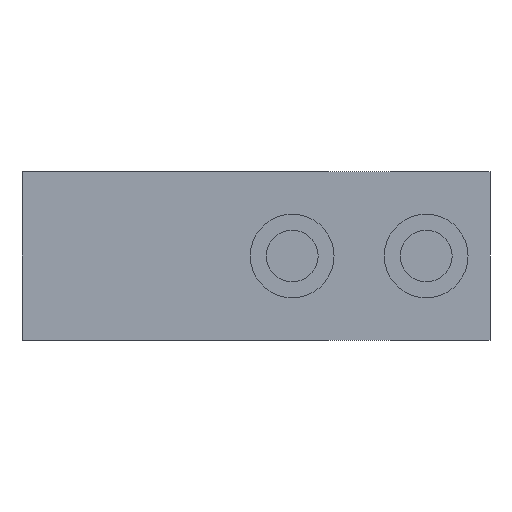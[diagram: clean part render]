
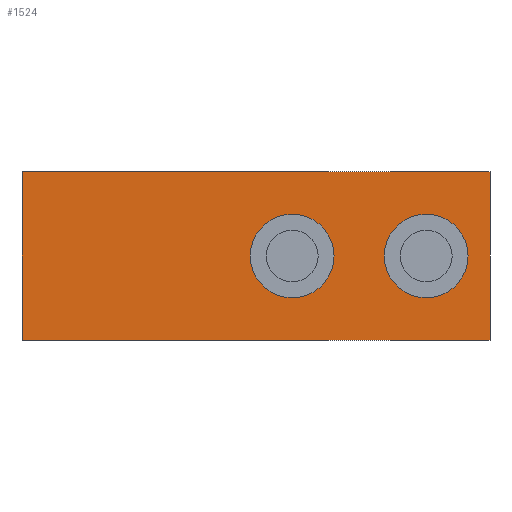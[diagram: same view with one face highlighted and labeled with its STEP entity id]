
A CAD part, left-side view. The second image highlights one B-rep face of the part: STEP entity #1524.
In plain terms, the highlighted planar face has unit normal (-1, 0, 0).
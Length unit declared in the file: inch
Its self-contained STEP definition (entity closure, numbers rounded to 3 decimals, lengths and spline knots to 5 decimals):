
#107 = ORIENTED_EDGE ( 'NONE', *, *, #2257, .T. ) ;
#113 = EDGE_LOOP ( 'NONE', ( #660, #3147 ) ) ;
#160 = VECTOR ( 'NONE', #599, 39.37008 ) ;
#169 = DIRECTION ( 'NONE',  ( 0., -1., 0. ) ) ;
#200 = CARTESIAN_POINT ( 'NONE',  ( 0., 0.3, 0. ) ) ;
#201 = DIRECTION ( 'NONE',  ( 0., 0., -1. ) ) ;
#418 = ORIENTED_EDGE ( 'NONE', *, *, #2511, .F. ) ;
#464 = AXIS2_PLACEMENT_3D ( 'NONE', #3814, #1443, #4216 ) ;
#599 = DIRECTION ( 'NONE',  ( 0., 0., -1. ) ) ;
#626 = DIRECTION ( 'NONE',  ( 0., 0., -1. ) ) ;
#660 = ORIENTED_EDGE ( 'NONE', *, *, #2034, .T. ) ;
#708 = LINE ( 'NONE', #1191, #3775 ) ;
#829 = DIRECTION ( 'NONE',  ( 0., 0., -1. ) ) ;
#839 = AXIS2_PLACEMENT_3D ( 'NONE', #3677, #1288, #4070 ) ;
#856 = VERTEX_POINT ( 'NONE', #4917 ) ;
#925 = DIRECTION ( 'NONE',  ( 0., -1., 0. ) ) ;
#958 = LINE ( 'NONE', #3340, #4034 ) ;
#1032 = VECTOR ( 'NONE', #2026, 39.37008 ) ;
#1159 = FACE_BOUND ( 'NONE', #113, .T. ) ;
#1191 = CARTESIAN_POINT ( 'NONE',  ( 0., 2.2, 0.395 ) ) ;
#1261 = CARTESIAN_POINT ( 'NONE',  ( 0., 0., -0.395 ) ) ;
#1272 = EDGE_LOOP ( 'NONE', ( #4344, #2124, #1589, #418 ) ) ;
#1274 = FACE_OUTER_BOUND ( 'NONE', #1272, .T. ) ;
#1288 = DIRECTION ( 'NONE',  ( 1., 0., 0. ) ) ;
#1414 = VERTEX_POINT ( 'NONE', #3124 ) ;
#1443 = DIRECTION ( 'NONE',  ( 1., 0., 0. ) ) ;
#1524 = ADVANCED_FACE ( 'PLANAR_3', ( #3290, #1159, #1274 ), #2070, .F. ) ;
#1589 = ORIENTED_EDGE ( 'NONE', *, *, #3474, .F. ) ;
#1626 = CARTESIAN_POINT ( 'NONE',  ( 0., 2.2, 0.395 ) ) ;
#1630 = VERTEX_POINT ( 'NONE', #5000 ) ;
#1925 = EDGE_LOOP ( 'NONE', ( #107, #2629 ) ) ;
#1975 = VERTEX_POINT ( 'NONE', #4157 ) ;
#2026 = DIRECTION ( 'NONE',  ( 0., 0., -1. ) ) ;
#2034 = EDGE_CURVE ( 'NONE', #2713, #1975, #2949, .T. ) ;
#2070 = PLANE ( 'NONE',  #2277 ) ;
#2124 = ORIENTED_EDGE ( 'NONE', *, *, #4557, .T. ) ;
#2136 = VERTEX_POINT ( 'NONE', #4669 ) ;
#2257 = EDGE_CURVE ( 'NONE', #1630, #2136, #2469, .T. ) ;
#2277 = AXIS2_PLACEMENT_3D ( 'NONE', #4353, #3262, #829 ) ;
#2351 = CARTESIAN_POINT ( 'NONE',  ( 0., 0.3, -0.19685 ) ) ;
#2469 = CIRCLE ( 'NONE', #464, 0.19685 ) ;
#2511 = EDGE_CURVE ( 'NONE', #4992, #856, #708, .T. ) ;
#2629 = ORIENTED_EDGE ( 'NONE', *, *, #3199, .T. ) ;
#2639 = CARTESIAN_POINT ( 'NONE',  ( 0., 0., 0.395 ) ) ;
#2654 = DIRECTION ( 'NONE',  ( 1., 0., 0. ) ) ;
#2713 = VERTEX_POINT ( 'NONE', #2351 ) ;
#2754 = EDGE_CURVE ( 'NONE', #4992, #1414, #3050, .T. ) ;
#2773 = AXIS2_PLACEMENT_3D ( 'NONE', #200, #3059, #626 ) ;
#2949 = CIRCLE ( 'NONE', #2773, 0.19685 ) ;
#3030 = EDGE_CURVE ( 'NONE', #1975, #2713, #4591, .T. ) ;
#3050 = LINE ( 'NONE', #1626, #1032 ) ;
#3059 = DIRECTION ( 'NONE',  ( 1., 0., 0. ) ) ;
#3124 = CARTESIAN_POINT ( 'NONE',  ( 0., 2.2, -0.395 ) ) ;
#3147 = ORIENTED_EDGE ( 'NONE', *, *, #3030, .T. ) ;
#3199 = EDGE_CURVE ( 'NONE', #2136, #1630, #3617, .T. ) ;
#3262 = DIRECTION ( 'NONE',  ( 1., 0., 0. ) ) ;
#3290 = FACE_BOUND ( 'NONE', #1925, .T. ) ;
#3340 = CARTESIAN_POINT ( 'NONE',  ( 0., 2.2, -0.395 ) ) ;
#3474 = EDGE_CURVE ( 'NONE', #856, #4072, #4466, .T. ) ;
#3617 = CIRCLE ( 'NONE', #839, 0.19685 ) ;
#3677 = CARTESIAN_POINT ( 'NONE',  ( 0., 0.93, 0. ) ) ;
#3775 = VECTOR ( 'NONE', #169, 39.37008 ) ;
#3814 = CARTESIAN_POINT ( 'NONE',  ( 0., 0.93, 0. ) ) ;
#4034 = VECTOR ( 'NONE', #925, 39.37008 ) ;
#4070 = DIRECTION ( 'NONE',  ( 0., 0., -1. ) ) ;
#4072 = VERTEX_POINT ( 'NONE', #1261 ) ;
#4157 = CARTESIAN_POINT ( 'NONE',  ( 0., 0.3, 0.19685 ) ) ;
#4216 = DIRECTION ( 'NONE',  ( 0., 0., -1. ) ) ;
#4344 = ORIENTED_EDGE ( 'NONE', *, *, #2754, .T. ) ;
#4353 = CARTESIAN_POINT ( 'NONE',  ( 0., 2.2, 0.395 ) ) ;
#4466 = LINE ( 'NONE', #2639, #160 ) ;
#4557 = EDGE_CURVE ( 'NONE', #1414, #4072, #958, .T. ) ;
#4591 = CIRCLE ( 'NONE', #5026, 0.19685 ) ;
#4669 = CARTESIAN_POINT ( 'NONE',  ( 0., 0.93, 0.19685 ) ) ;
#4917 = CARTESIAN_POINT ( 'NONE',  ( 0., 0., 0.395 ) ) ;
#4992 = VERTEX_POINT ( 'NONE', #5034 ) ;
#5000 = CARTESIAN_POINT ( 'NONE',  ( 0., 0.93, -0.19685 ) ) ;
#5026 = AXIS2_PLACEMENT_3D ( 'NONE', #5038, #2654, #201 ) ;
#5034 = CARTESIAN_POINT ( 'NONE',  ( 0., 2.2, 0.395 ) ) ;
#5038 = CARTESIAN_POINT ( 'NONE',  ( 0., 0.3, 0. ) ) ;
